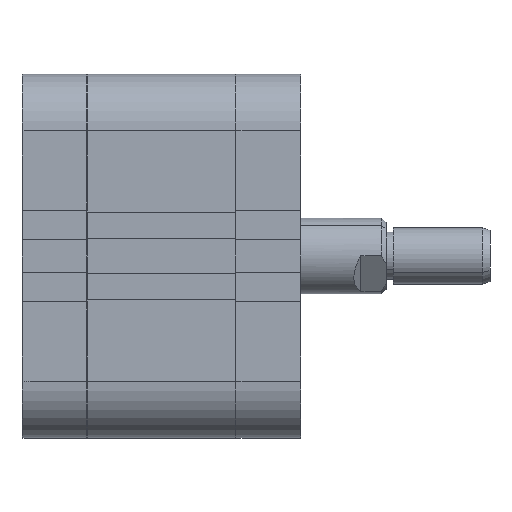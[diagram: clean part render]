
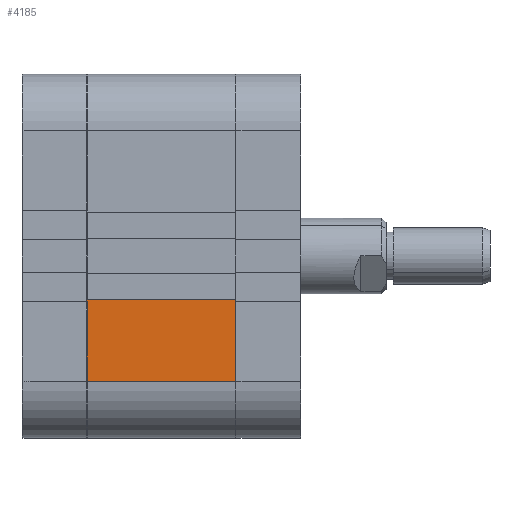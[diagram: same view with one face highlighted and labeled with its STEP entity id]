
A CAD part, front view. The second image highlights one B-rep face of the part: STEP entity #4185.
In plain terms, the highlighted planar face has unit normal (0, -1, 0).
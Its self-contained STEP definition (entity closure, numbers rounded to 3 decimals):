
#1129 = ORIENTED_EDGE ( 'NONE', *, *, #32055, .F. ) ;
#2676 = DIRECTION ( 'NONE',  ( 1., 0., 0. ) ) ;
#2872 = LINE ( 'NONE', #17931, #19875 ) ;
#4044 = CARTESIAN_POINT ( 'NONE',  ( 31.5, -38.5, -26.5 ) ) ;
#4185 = ADVANCED_FACE ( 'NONE', ( #36814 ), #5003, .F. ) ;
#4805 = CARTESIAN_POINT ( 'NONE',  ( 31.5, -38.5, -9.3 ) ) ;
#5003 = PLANE ( 'NONE',  #11417 ) ;
#5841 = ORIENTED_EDGE ( 'NONE', *, *, #37520, .T. ) ;
#9926 = ORIENTED_EDGE ( 'NONE', *, *, #10919, .T. ) ;
#9978 = CARTESIAN_POINT ( 'NONE',  ( 0., -38.5, -38.5 ) ) ;
#10319 = EDGE_LOOP ( 'NONE', ( #9926, #15760, #5841, #1129 ) ) ;
#10564 = VERTEX_POINT ( 'NONE', #4044 ) ;
#10919 = EDGE_CURVE ( 'NONE', #17251, #25658, #29001, .T. ) ;
#11417 = AXIS2_PLACEMENT_3D ( 'NONE', #25224, #19704, #37565 ) ;
#11436 = DIRECTION ( 'NONE',  ( -1., 0., 0. ) ) ;
#14380 = VECTOR ( 'NONE', #29822, 1000. ) ;
#15323 = LINE ( 'NONE', #9978, #14380 ) ;
#15760 = ORIENTED_EDGE ( 'NONE', *, *, #34646, .T. ) ;
#17251 = VERTEX_POINT ( 'NONE', #4805 ) ;
#17931 = CARTESIAN_POINT ( 'NONE',  ( 31.5, -38.5, -38.5 ) ) ;
#19704 = DIRECTION ( 'NONE',  ( 0., 1., 0. ) ) ;
#19875 = VECTOR ( 'NONE', #34682, 1000. ) ;
#24161 = CARTESIAN_POINT ( 'NONE',  ( 0., -38.5, -26.5 ) ) ;
#25224 = CARTESIAN_POINT ( 'NONE',  ( 31.5, -38.5, -38.5 ) ) ;
#25521 = VECTOR ( 'NONE', #11436, 1000. ) ;
#25658 = VERTEX_POINT ( 'NONE', #30390 ) ;
#27088 = LINE ( 'NONE', #34681, #36709 ) ;
#29001 = LINE ( 'NONE', #37546, #25521 ) ;
#29822 = DIRECTION ( 'NONE',  ( 0., 0., -1. ) ) ;
#30390 = CARTESIAN_POINT ( 'NONE',  ( 0., -38.5, -9.3 ) ) ;
#32055 = EDGE_CURVE ( 'NONE', #17251, #10564, #2872, .T. ) ;
#32474 = VERTEX_POINT ( 'NONE', #24161 ) ;
#34646 = EDGE_CURVE ( 'NONE', #25658, #32474, #15323, .T. ) ;
#34681 = CARTESIAN_POINT ( 'NONE',  ( 31.5, -38.5, -26.5 ) ) ;
#34682 = DIRECTION ( 'NONE',  ( 0., 0., -1. ) ) ;
#36709 = VECTOR ( 'NONE', #2676, 1000. ) ;
#36814 = FACE_OUTER_BOUND ( 'NONE', #10319, .T. ) ;
#37520 = EDGE_CURVE ( 'NONE', #32474, #10564, #27088, .T. ) ;
#37546 = CARTESIAN_POINT ( 'NONE',  ( 31.501, -38.5, -9.3 ) ) ;
#37565 = DIRECTION ( 'NONE',  ( 0., 0., 1. ) ) ;
